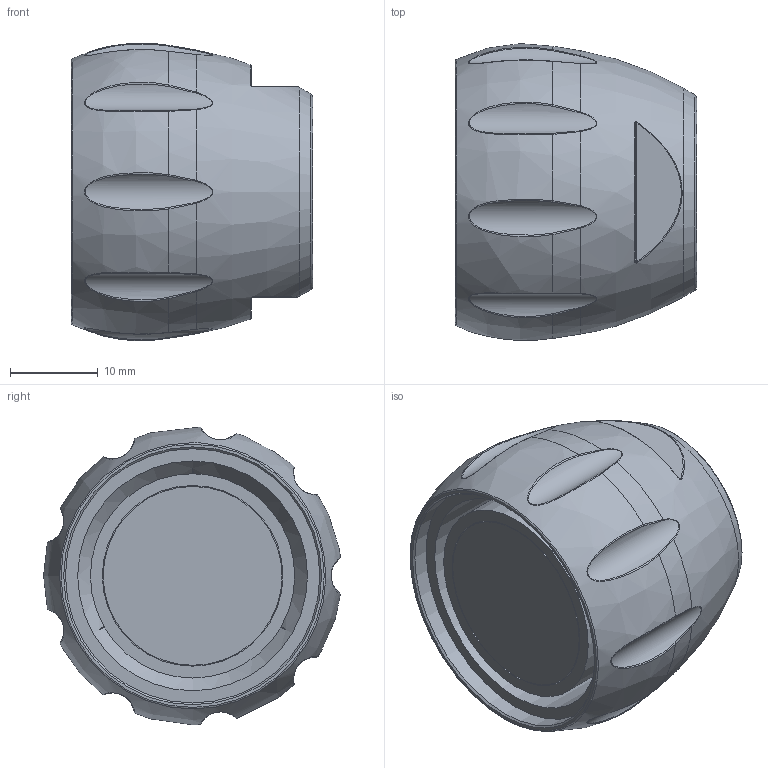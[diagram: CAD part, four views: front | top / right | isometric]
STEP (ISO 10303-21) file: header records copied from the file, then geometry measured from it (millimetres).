
FILE_DESCRIPTION(/* description */ (''),/* implementation_level */ '2;1');
FILE_NAME(/* name */ '08-3111-000-000_001_02.stp',/* time_stamp */ '2015-09-18T12:34:58+02:00',/* author */ (''),/* organization */ (''),/* preprocessor_version */ 'ST-DEVELOPER v14',/* originating_system */ 'SIEMENS PLM Software NX 8.0',/* authorisation */ '');
FILE_SCHEMA (('AUTOMOTIVE_DESIGN { 1 0 10303 214 3 1 1 1 }'));
Length unit declared in the file: millimetre
Products named in the file (1): sach0D1CAF9Bv1l4
Bounding box: 27.5 x 33.84 x 33.94 mm (x, y, z)
Volume: 11967.3 mm3; surface area: 7015.9 mm2
Topology: 2 solids, 2 shells, 122 faces, 260 edges, 154 vertices
Faces by surface type: bspline 44, plane 31, cone 21, cylinder 19, torus 7
Full cylindrical faces by diameter (mm): 17.5 x1, 20.4 x2, 20.6 x2, 23.3 x1, 26.2 x1, 29 x1
Entity records: 5179 total; most frequent: CARTESIAN_POINT 2957, ORIENTED_EDGE 446, DIRECTION 402, EDGE_CURVE 223, AXIS2_PLACEMENT_3D 193, EDGE_LOOP 164, VERTEX_POINT 145, ADVANCED_FACE 122
